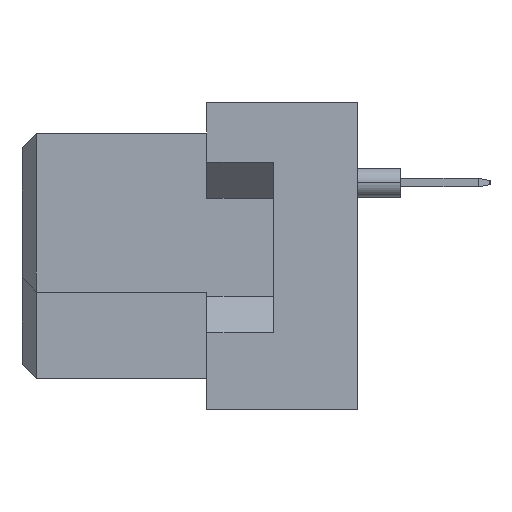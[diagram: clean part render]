
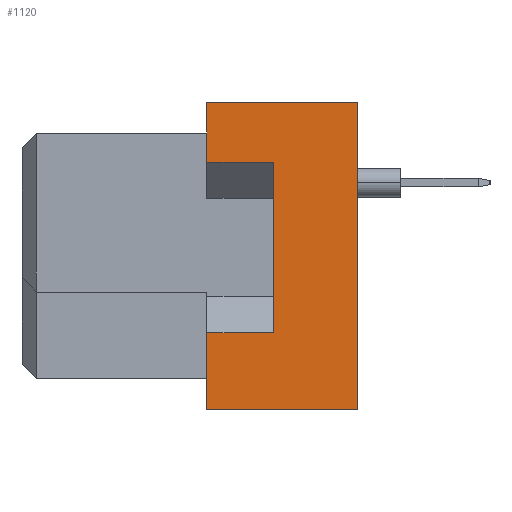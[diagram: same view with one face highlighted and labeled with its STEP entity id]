
A CAD part, left-side view. The second image highlights one B-rep face of the part: STEP entity #1120.
In plain terms, the highlighted planar face has unit normal (-1, 0, 0).
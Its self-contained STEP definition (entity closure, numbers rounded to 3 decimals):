
#23 = VERTEX_POINT ( 'NONE', #19800 ) ;
#584 = DIRECTION ( 'NONE',  ( 0., 1., 0. ) ) ;
#640 = CARTESIAN_POINT ( 'NONE',  ( -27.5, -8.7, 3.25 ) ) ;
#1079 = ORIENTED_EDGE ( 'NONE', *, *, #6989, .F. ) ;
#1120 = ADVANCED_FACE ( 'NONE', ( #14810 ), #19272, .T. ) ;
#1261 = EDGE_CURVE ( 'NONE', #12600, #5898, #10349, .T. ) ;
#1450 = LINE ( 'NONE', #15651, #10650 ) ;
#1595 = EDGE_CURVE ( 'NONE', #19631, #23, #6995, .T. ) ;
#1966 = VERTEX_POINT ( 'NONE', #20124 ) ;
#2059 = CARTESIAN_POINT ( 'NONE',  ( -27.5, -11.6, -5.3 ) ) ;
#2670 = CARTESIAN_POINT ( 'NONE',  ( -27.5, -6.4, -5.3 ) ) ;
#2973 = EDGE_CURVE ( 'NONE', #20251, #19631, #7827, .T. ) ;
#3994 = DIRECTION ( 'NONE',  ( 0., 1., 0. ) ) ;
#4062 = EDGE_LOOP ( 'NONE', ( #10197, #5274, #15889, #7317, #11607, #1079, #5315, #16095 ) ) ;
#4181 = VERTEX_POINT ( 'NONE', #2059 ) ;
#4653 = DIRECTION ( 'NONE',  ( 0., 1., 0. ) ) ;
#5030 = LINE ( 'NONE', #14367, #15596 ) ;
#5063 = CARTESIAN_POINT ( 'NONE',  ( -27.5, -11.6, 5.3 ) ) ;
#5274 = ORIENTED_EDGE ( 'NONE', *, *, #1261, .F. ) ;
#5315 = ORIENTED_EDGE ( 'NONE', *, *, #1595, .F. ) ;
#5898 = VERTEX_POINT ( 'NONE', #14480 ) ;
#6481 = DIRECTION ( 'NONE',  ( 0., 0., 1. ) ) ;
#6885 = VECTOR ( 'NONE', #18725, 1000. ) ;
#6989 = EDGE_CURVE ( 'NONE', #23, #1966, #14083, .T. ) ;
#6995 = LINE ( 'NONE', #18514, #9842 ) ;
#7305 = EDGE_CURVE ( 'NONE', #20251, #5898, #17174, .T. ) ;
#7317 = ORIENTED_EDGE ( 'NONE', *, *, #13290, .T. ) ;
#7397 = VERTEX_POINT ( 'NONE', #14160 ) ;
#7453 = VECTOR ( 'NONE', #16685, 1000. ) ;
#7827 = LINE ( 'NONE', #12401, #6885 ) ;
#9178 = DIRECTION ( 'NONE',  ( 0., 1., 0. ) ) ;
#9746 = VECTOR ( 'NONE', #9178, 1000. ) ;
#9842 = VECTOR ( 'NONE', #3994, 1000. ) ;
#10197 = ORIENTED_EDGE ( 'NONE', *, *, #7305, .T. ) ;
#10349 = LINE ( 'NONE', #2670, #7453 ) ;
#10525 = EDGE_CURVE ( 'NONE', #7397, #1966, #13128, .T. ) ;
#10650 = VECTOR ( 'NONE', #4653, 1000. ) ;
#11441 = CARTESIAN_POINT ( 'NONE',  ( -27.5, -8.7, -2.65 ) ) ;
#11607 = ORIENTED_EDGE ( 'NONE', *, *, #10525, .T. ) ;
#12401 = CARTESIAN_POINT ( 'NONE',  ( -27.5, -8.7, -2.65 ) ) ;
#12430 = DIRECTION ( 'NONE',  ( 0., 0., 1. ) ) ;
#12454 = VECTOR ( 'NONE', #584, 1000. ) ;
#12526 = CARTESIAN_POINT ( 'NONE',  ( -27.5, -6.4, -5.3 ) ) ;
#12600 = VERTEX_POINT ( 'NONE', #14443 ) ;
#13128 = LINE ( 'NONE', #14789, #12454 ) ;
#13290 = EDGE_CURVE ( 'NONE', #4181, #7397, #5030, .T. ) ;
#14083 = LINE ( 'NONE', #12526, #16047 ) ;
#14160 = CARTESIAN_POINT ( 'NONE',  ( -27.5, -11.6, 5.3 ) ) ;
#14367 = CARTESIAN_POINT ( 'NONE',  ( -27.5, -11.6, 5.3 ) ) ;
#14443 = CARTESIAN_POINT ( 'NONE',  ( -27.5, -6.4, -5.3 ) ) ;
#14480 = CARTESIAN_POINT ( 'NONE',  ( -27.5, -6.4, -2.65 ) ) ;
#14789 = CARTESIAN_POINT ( 'NONE',  ( -27.5, -11.6, 5.3 ) ) ;
#14810 = FACE_OUTER_BOUND ( 'NONE', #4062, .T. ) ;
#15596 = VECTOR ( 'NONE', #6481, 1000. ) ;
#15612 = CARTESIAN_POINT ( 'NONE',  ( -27.5, -8.7, -2.65 ) ) ;
#15651 = CARTESIAN_POINT ( 'NONE',  ( -27.5, -11.6, -5.3 ) ) ;
#15676 = EDGE_CURVE ( 'NONE', #4181, #12600, #1450, .T. ) ;
#15889 = ORIENTED_EDGE ( 'NONE', *, *, #15676, .F. ) ;
#16047 = VECTOR ( 'NONE', #12430, 1000. ) ;
#16095 = ORIENTED_EDGE ( 'NONE', *, *, #2973, .F. ) ;
#16685 = DIRECTION ( 'NONE',  ( 0., 0., 1. ) ) ;
#17174 = LINE ( 'NONE', #15612, #9746 ) ;
#17822 = DIRECTION ( 'NONE',  ( -1., 0., 0. ) ) ;
#18514 = CARTESIAN_POINT ( 'NONE',  ( -27.5, -8.7, 3.25 ) ) ;
#18531 = DIRECTION ( 'NONE',  ( 0., 0., 1. ) ) ;
#18725 = DIRECTION ( 'NONE',  ( 0., 0., 1. ) ) ;
#19272 = PLANE ( 'NONE',  #19413 ) ;
#19413 = AXIS2_PLACEMENT_3D ( 'NONE', #5063, #17822, #18531 ) ;
#19631 = VERTEX_POINT ( 'NONE', #640 ) ;
#19800 = CARTESIAN_POINT ( 'NONE',  ( -27.5, -6.4, 3.25 ) ) ;
#20124 = CARTESIAN_POINT ( 'NONE',  ( -27.5, -6.4, 5.3 ) ) ;
#20251 = VERTEX_POINT ( 'NONE', #11441 ) ;
